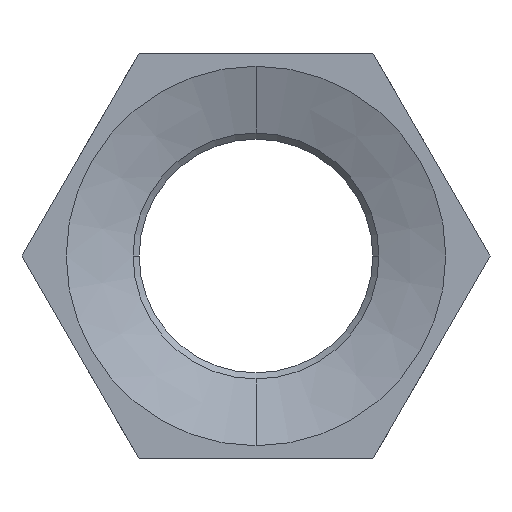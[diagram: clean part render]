
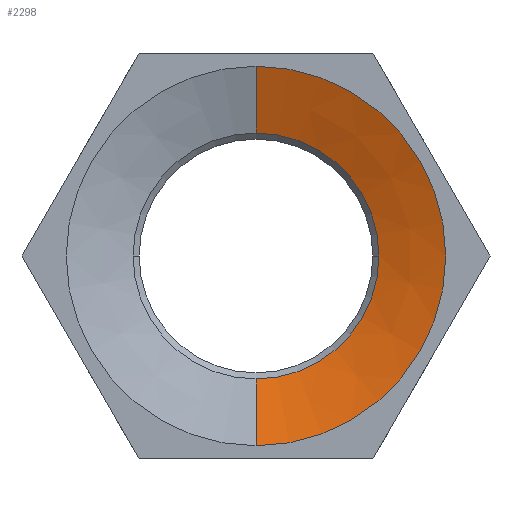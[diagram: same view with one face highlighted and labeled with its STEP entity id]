
A CAD part, front view. The second image highlights one B-rep face of the part: STEP entity #2298.
In plain terms, the highlighted conical face has half-angle 70 degrees and reference radius 11.573 mm.
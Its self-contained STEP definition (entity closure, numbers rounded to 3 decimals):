
#604=CARTESIAN_POINT('',(0.,-12.5,0.));
#605=DIRECTION('',(0.,1.,0.));
#606=DIRECTION('',(0.,0.,1.));
#607=AXIS2_PLACEMENT_3D('',#604,#605,#606);
#655=DIRECTION('',(0.,0.342,-0.94));
#656=VECTOR('',#655,5.263);
#657=CARTESIAN_POINT('',(0.,-12.5,
14.045));
#658=LINE('',#657,#656);
#662=DIRECTION('',(0.,0.342,0.94));
#663=VECTOR('',#662,5.263);
#664=CARTESIAN_POINT('',(0.,-12.5,
-14.045));
#665=LINE('',#664,#663);
#699=CARTESIAN_POINT('',(0.,-10.7,0.));
#700=DIRECTION('',(0.,1.,0.));
#701=DIRECTION('',(0.,0.,1.));
#702=AXIS2_PLACEMENT_3D('',#699,#700,#701);
#1720=CARTESIAN_POINT('',(0.,-12.5,14.045));
#1721=CARTESIAN_POINT('',(0.,-12.5,-14.045));
#1722=VERTEX_POINT('',#1720);
#1723=VERTEX_POINT('',#1721);
#1724=CARTESIAN_POINT('',(0.,-10.7,9.1));
#1725=CARTESIAN_POINT('',(0.,-10.7,-9.1));
#1726=VERTEX_POINT('',#1724);
#1727=VERTEX_POINT('',#1725);
#2284=CARTESIAN_POINT('',(0.,-11.6,0.));
#2285=DIRECTION('',(0.,-1.,0.));
#2286=DIRECTION('',(0.,0.,-1.));
#2287=AXIS2_PLACEMENT_3D('',#2284,#2285,#2286);
#2288=CONICAL_SURFACE('',#2287,11.573,70.);
#2289=ORIENTED_EDGE('',*,*,#2208,.T.);
#2291=ORIENTED_EDGE('',*,*,#2290,.T.);
#2293=ORIENTED_EDGE('',*,*,#2292,.F.);
#2295=ORIENTED_EDGE('',*,*,#2294,.F.);
#2296=EDGE_LOOP('',(#2289,#2291,#2293,#2295));
#2297=FACE_OUTER_BOUND('',#2296,.F.);
#2298=ADVANCED_FACE('',(#2297),#2288,.F.);
#608=CIRCLE('',#607,14.045);
#703=CIRCLE('',#702,9.1);
#2208=EDGE_CURVE('',#1722,#1723,#608,.T.);
#2290=EDGE_CURVE('',#1723,#1727,#665,.T.);
#2292=EDGE_CURVE('',#1726,#1727,#703,.T.);
#2294=EDGE_CURVE('',#1722,#1726,#658,.T.);
